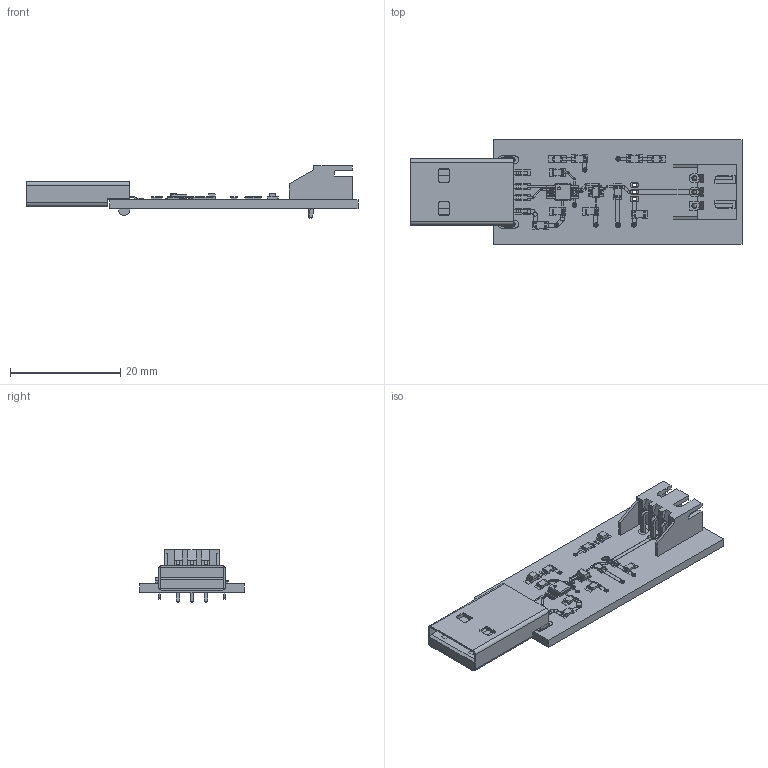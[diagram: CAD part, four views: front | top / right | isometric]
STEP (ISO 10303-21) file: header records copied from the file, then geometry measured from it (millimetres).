
FILE_DESCRIPTION(('KiCad electronic assembly'),'2;1');
FILE_NAME('USB_Thermometer_3D_model.step','2025-02-25T13:04:13',( 'Pcbnew'),('Kicad'),'Open CASCADE STEP processor 7.6', 'KiCad to STEP converter','Unknown');
FILE_SCHEMA(('AUTOMOTIVE_DESIGN { 1 0 10303 214 1 1 1 1 }'));
Length unit declared in the file: millimetre
Products named in the file (161): USB_Thermometer_3D_model 1; LED_0805_2012Metric_Castellated; USB_A_CNCTech_1001-011-01101_Horizontal; R_0805_2012Metric; NC7WZ07P6X; ASSEMBLY; MSOP-10_3x3mm_P0.5mm; MSOP_10_3x3mm_P05mm; JST_XH_S3B-XH-A-1_1x03_P2.50mm_Horizontal; JST_S3B_XH_A_1; _autosave-USB_TEMP_track_1; _autosave-USB_TEMP_track_2; _autosave-USB_TEMP_track_3; _autosave-USB_TEMP_track_4; _autosave-USB_TEMP_track_5; _autosave-USB_TEMP_track_6; _autosave-USB_TEMP_track_7; _autosave-USB_TEMP_track_8; _autosave-USB_TEMP_track_9; _autosave-USB_TEMP_track_10; _autosave-USB_TEMP_track_11; _autosave-USB_TEMP_track_12; _autosave-USB_TEMP_track_13; _autosave-USB_TEMP_track_14; _autosave-USB_TEMP_track_15; _autosave-USB_TEMP_track_16; _autosave-USB_TEMP_track_17; _autosave-USB_TEMP_track_18; _autosave-USB_TEMP_track_19; _autosave-USB_TEMP_track_20; _autosave-USB_TEMP_track_21; _autosave-USB_TEMP_track_22; _autosave-USB_TEMP_track_23; _autosave-USB_TEMP_track_24; _autosave-USB_TEMP_track_25; _autosave-USB_TEMP_track_26; _autosave-USB_TEMP_track_27; _autosave-USB_TEMP_track_28; _autosave-USB_TEMP_track_29; _autosave-USB_TEMP_track_30 ...
Assembly tree (168 placements, depth 3):
  USB_Thermometer_3D_model 1
    LED_0805_2012Metric_Castellated  x2
      LED_0805_2012Metric_Castellated
    USB_A_CNCTech_1001-011-01101_Horizontal
      USB_A_CNCTech_1001-011-01101_Horizontal
    R_0805_2012Metric  x8
      R_0805_2012Metric
    NC7WZ07P6X
      ASSEMBLY
    MSOP-10_3x3mm_P0.5mm
      MSOP_10_3x3mm_P05mm
    JST_XH_S3B-XH-A-1_1x03_P2.50mm_Horizontal
      JST_S3B_XH_A_1
    _autosave-USB_TEMP_track_1
    _autosave-USB_TEMP_track_2
    _autosave-USB_TEMP_track_3
    _autosave-USB_TEMP_track_4
    _autosave-USB_TEMP_track_5
    _autosave-USB_TEMP_track_6
    _autosave-USB_TEMP_track_7
    _autosave-USB_TEMP_track_8
    _autosave-USB_TEMP_track_9
    _autosave-USB_TEMP_track_10
    _autosave-USB_TEMP_track_11
    _autosave-USB_TEMP_track_12
    _autosave-USB_TEMP_track_13
    _autosave-USB_TEMP_track_14
    _autosave-USB_TEMP_track_15
    _autosave-USB_TEMP_track_16
    _autosave-USB_TEMP_track_17
    _autosave-USB_TEMP_track_18
    _autosave-USB_TEMP_track_19
    _autosave-USB_TEMP_track_20
    _autosave-USB_TEMP_track_21
    _autosave-USB_TEMP_track_22
    _autosave-USB_TEMP_track_23
    _autosave-USB_TEMP_track_24
    _autosave-USB_TEMP_track_25
    _autosave-USB_TEMP_track_26
    _autosave-USB_TEMP_track_27
    _autosave-USB_TEMP_track_28
    _autosave-USB_TEMP_track_29
    _autosave-USB_TEMP_track_30
    _autosave-USB_TEMP_track_31
    _autosave-USB_TEMP_track_32
    _autosave-USB_TEMP_track_33
    _autosave-USB_TEMP_track_34
    _autosave-USB_TEMP_track_35
    _autosave-USB_TEMP_track_36
    _autosave-USB_TEMP_track_37
    _autosave-USB_TEMP_track_38
    _autosave-USB_TEMP_track_39
    _autosave-USB_TEMP_track_40
    _autosave-USB_TEMP_track_41
    _autosave-USB_TEMP_track_42
    _autosave-USB_TEMP_track_43
    _autosave-USB_TEMP_track_44
    _autosave-USB_TEMP_track_45
    _autosave-USB_TEMP_track_46
    _autosave-USB_TEMP_track_47
Bounding box: 60.2 x 19 x 9.5 mm (x, y, z)
Volume: 2363.5 mm3; surface area: 5073.3 mm2
Topology: 175 solids, 175 shells, 2398 faces, 5865 edges, 3826 vertices
Faces by surface type: plane 1891, cylinder 471, bspline 34, torus 2
Full cylindrical faces by diameter (mm): 0.156 x1, 0.35 x37, 0.4 x14, 0.5 x1, 0.7 x11, 0.75 x6, 0.8 x12, 0.9 x12, 0.95 x6, 1 x2, 1.4 x2
Entity records: 71547 total; most frequent: CARTESIAN_POINT 11277, DIRECTION 10664, ORIENTED_EDGE 10576, EDGE_CURVE 5288, LINE 4458, VECTOR 4458, VERTEX_POINT 3452, AXIS2_PLACEMENT_3D 3103
